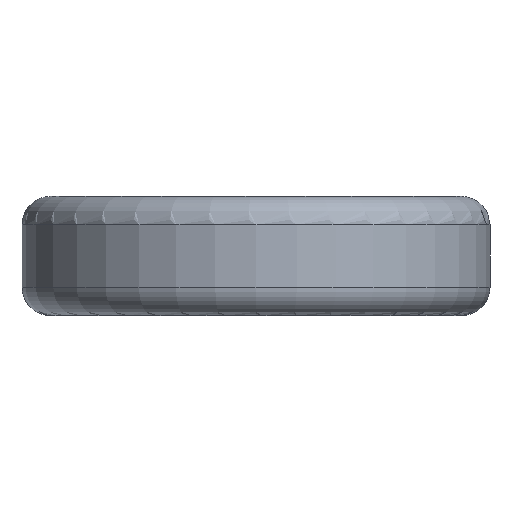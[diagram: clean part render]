
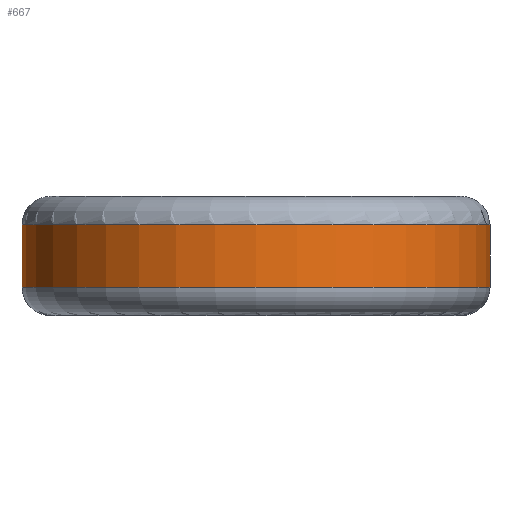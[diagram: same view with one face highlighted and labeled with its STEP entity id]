
A CAD part, front view. The second image highlights one B-rep face of the part: STEP entity #667.
In plain terms, the highlighted cylindrical face has radius 8.25 mm (diameter 16.5 mm), a partial arc.
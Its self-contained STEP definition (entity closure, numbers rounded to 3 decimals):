
#40=CARTESIAN_POINT('',(0.,0.,3.2));
#41=DIRECTION('',(0.,0.,1.));
#42=DIRECTION('',(-1.,0.,0.));
#43=AXIS2_PLACEMENT_3D('',#40,#41,#42);
#45=CARTESIAN_POINT('',(0.,0.,1.));
#46=DIRECTION('',(0.,0.,-1.));
#47=DIRECTION('',(1.,0.,0.));
#48=AXIS2_PLACEMENT_3D('',#45,#46,#47);
#50=DIRECTION('',(0.,0.,1.));
#51=VECTOR('',#50,2.2);
#52=CARTESIAN_POINT('',(-8.25,0.,1.));
#53=LINE('',#52,#51);
#156=DIRECTION('',(0.,0.,1.));
#157=VECTOR('',#156,2.2);
#158=CARTESIAN_POINT('',(8.25,0.,1.));
#159=LINE('',#158,#157);
#593=CARTESIAN_POINT('',(-8.25,0.,3.2));
#594=CARTESIAN_POINT('',(8.25,0.,3.2));
#595=VERTEX_POINT('',#593);
#596=VERTEX_POINT('',#594);
#599=CARTESIAN_POINT('',(8.25,0.,1.));
#600=CARTESIAN_POINT('',(-8.25,0.,1.));
#601=VERTEX_POINT('',#599);
#602=VERTEX_POINT('',#600);
#653=CARTESIAN_POINT('',(0.,0.,0.));
#654=DIRECTION('',(0.,0.,1.));
#655=DIRECTION('',(1.,0.,0.));
#656=AXIS2_PLACEMENT_3D('',#653,#654,#655);
#657=CYLINDRICAL_SURFACE('',#656,8.25);
#659=ORIENTED_EDGE('',*,*,#658,.T.);
#661=ORIENTED_EDGE('',*,*,#660,.F.);
#662=ORIENTED_EDGE('',*,*,#639,.T.);
#664=ORIENTED_EDGE('',*,*,#663,.T.);
#665=EDGE_LOOP('',(#659,#661,#662,#664));
#666=FACE_OUTER_BOUND('',#665,.F.);
#44=CIRCLE('',#43,8.25);
#49=CIRCLE('',#48,8.25);
#639=EDGE_CURVE('',#601,#602,#49,.T.);
#658=EDGE_CURVE('',#595,#596,#44,.T.);
#660=EDGE_CURVE('',#601,#596,#159,.T.);
#663=EDGE_CURVE('',#602,#595,#53,.T.);
#667=ADVANCED_FACE('',(#666),#657,.T.);
